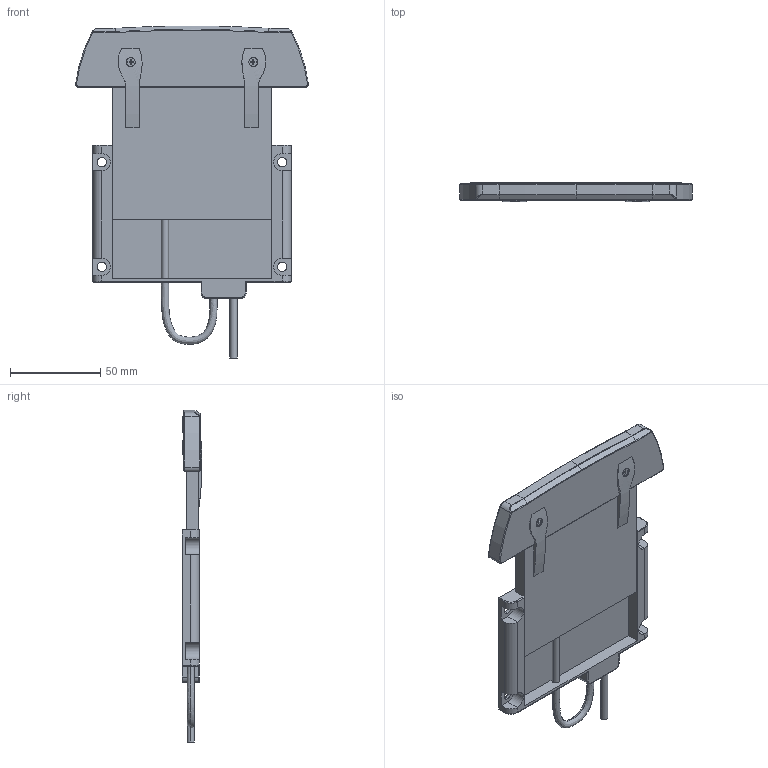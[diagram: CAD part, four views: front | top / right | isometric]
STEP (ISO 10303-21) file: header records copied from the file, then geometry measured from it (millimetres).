
FILE_DESCRIPTION (( 'STEP AP203' ), '1' );
FILE_NAME ('HSF.STEP', '2013-10-22T05:58:28', ( 'admin' ), ( 'Hewlett-Packard Company' ), 'SwSTEP 2.0', 'SolidWorks 2012', '' );
FILE_SCHEMA (( 'CONFIG_CONTROL_DESIGN' ));
Length unit declared in the file: millimetre
Products named in the file (1): HSF
Bounding box: 129.04 x 11 x 184 mm (x, y, z)
Volume: 112770.7 mm3; surface area: 48691.1 mm2
Topology: 2 solids, 2 shells, 1083 faces, 2836 edges, 1872 vertices
Faces by surface type: plane 640, bspline 274, cylinder 144, torus 21, cone 2, sphere 2
Entity records: 46129 total; most frequent: CARTESIAN_POINT 21138, ORIENTED_EDGE 5668, DIRECTION 4120, EDGE_CURVE 2834, LINE 1960, VECTOR 1960, VERTEX_POINT 1872, EDGE_LOOP 1210
